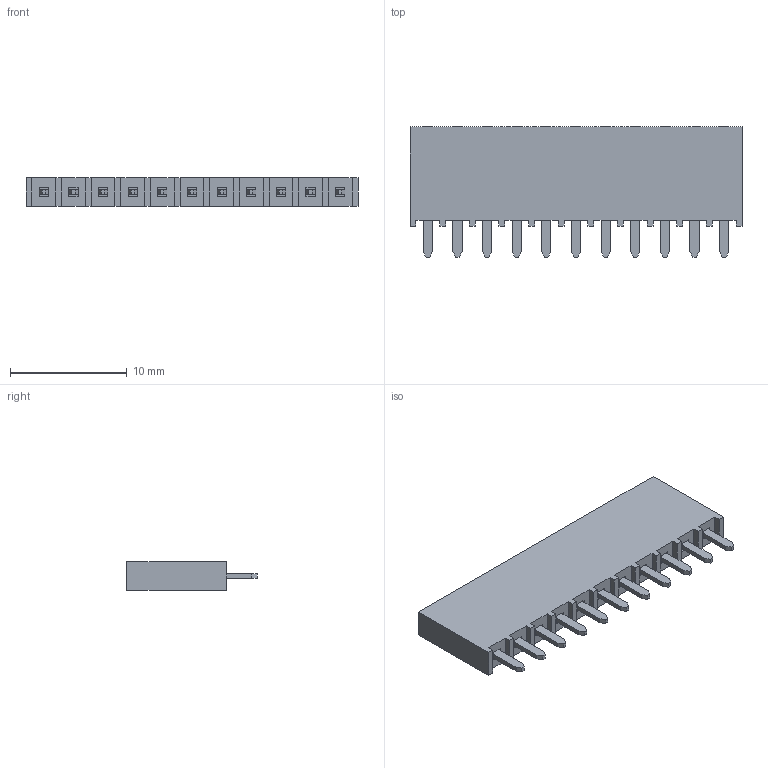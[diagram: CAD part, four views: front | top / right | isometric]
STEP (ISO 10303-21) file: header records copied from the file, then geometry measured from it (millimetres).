
FILE_DESCRIPTION( ( 'STEP AP214' ), '1' );
FILE_NAME( 'SSW-111-01-G-S.stp', '2021-04-12T20:38:02', ( 'License CC BY-ND 4.0' ), ( 'CADENAS' ), ' ', 'PARTsolutions', ' ' );
FILE_SCHEMA( ( 'AUTOMOTIVE_DESIGN { 1 0 10303 214 1 1 1 1 }' ) );
Length unit declared in the file: inch
Products named in the file (3): SSW-111-01-G-S; _T1SSW-111-01-G-S; _P2SSW-111-01-G-S
Assembly tree (2 placements, depth 2):
  SSW-111-01-G-S
    _T1SSW-111-01-G-S
    _P2SSW-111-01-G-S
Bounding box: 28.45 x 11.15 x 2.41 mm (x, y, z)
Volume: 518.2 mm3; surface area: 1090.4 mm2
Topology: 2 solids, 2 shells, 177 faces, 486 edges, 324 vertices
Faces by surface type: plane 177
Entity records: 7014 total; most frequent: CARTESIAN_POINT 990, ORIENTED_EDGE 972, DIRECTION 846, EDGE_CURVE 486, LINE 486, VECTOR 486, VERTEX_POINT 324, EDGE_LOOP 210
